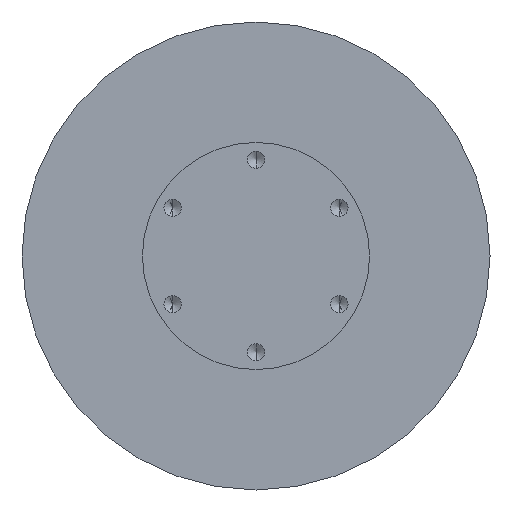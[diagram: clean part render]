
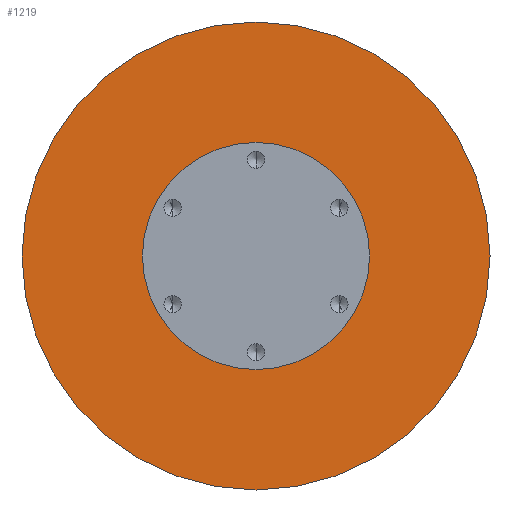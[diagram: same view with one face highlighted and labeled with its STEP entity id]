
A CAD part, front view. The second image highlights one B-rep face of the part: STEP entity #1219.
In plain terms, the highlighted planar face has unit normal (0, -1, 0).
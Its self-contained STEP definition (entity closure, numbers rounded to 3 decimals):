
#316=CARTESIAN_POINT('',(0.,0.,0.));
#317=DIRECTION('',(0.,-1.,0.));
#318=DIRECTION('',(0.,0.,-1.));
#319=AXIS2_PLACEMENT_3D('',#316,#317,#318);
#321=CARTESIAN_POINT('',(0.,0.,0.));
#322=DIRECTION('',(0.,-1.,0.));
#323=DIRECTION('',(0.,0.,1.));
#324=AXIS2_PLACEMENT_3D('',#321,#322,#323);
#326=CARTESIAN_POINT('',(0.,0.,0.));
#327=DIRECTION('',(0.,1.,0.));
#328=DIRECTION('',(0.,0.,1.));
#329=AXIS2_PLACEMENT_3D('',#326,#327,#328);
#331=CARTESIAN_POINT('',(0.,0.,0.));
#332=DIRECTION('',(0.,1.,0.));
#333=DIRECTION('',(0.,0.,-1.));
#334=AXIS2_PLACEMENT_3D('',#331,#332,#333);
#636=CARTESIAN_POINT('',(0.,0.,-16.5));
#637=CARTESIAN_POINT('',(0.,0.,16.5));
#638=VERTEX_POINT('',#636);
#639=VERTEX_POINT('',#637);
#728=CARTESIAN_POINT('',(0.,0.,34.));
#729=CARTESIAN_POINT('',(0.,0.,-34.));
#730=VERTEX_POINT('',#728);
#731=VERTEX_POINT('',#729);
#1204=CARTESIAN_POINT('',(16.5,0.,0.));
#1205=DIRECTION('',(0.,-1.,0.));
#1206=DIRECTION('',(0.,0.,-1.));
#1207=AXIS2_PLACEMENT_3D('',#1204,#1205,#1206);
#1208=PLANE('',#1207);
#1209=ORIENTED_EDGE('',*,*,#1184,.F.);
#1210=ORIENTED_EDGE('',*,*,#1197,.F.);
#1211=EDGE_LOOP('',(#1209,#1210));
#1212=FACE_OUTER_BOUND('',#1211,.F.);
#1214=ORIENTED_EDGE('',*,*,#1213,.F.);
#1216=ORIENTED_EDGE('',*,*,#1215,.F.);
#1217=EDGE_LOOP('',(#1214,#1216));
#1218=FACE_BOUND('',#1217,.F.);
#1219=ADVANCED_FACE('',(#1212,#1218),#1208,.T.);
#320=CIRCLE('',#319,34.);
#325=CIRCLE('',#324,34.);
#330=CIRCLE('',#329,16.5);
#335=CIRCLE('',#334,16.5);
#1184=EDGE_CURVE('',#731,#730,#320,.T.);
#1197=EDGE_CURVE('',#730,#731,#325,.T.);
#1213=EDGE_CURVE('',#639,#638,#330,.T.);
#1215=EDGE_CURVE('',#638,#639,#335,.T.);
